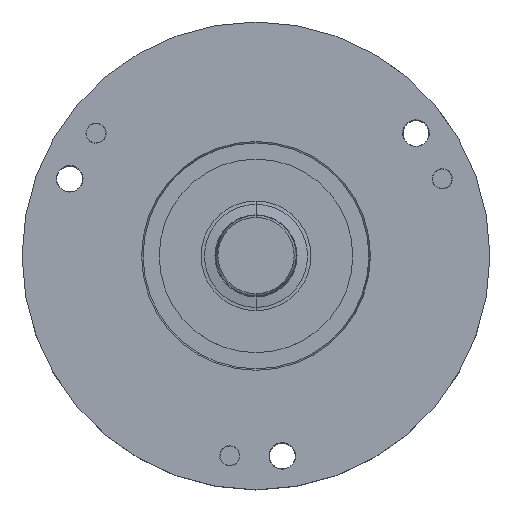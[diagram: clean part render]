
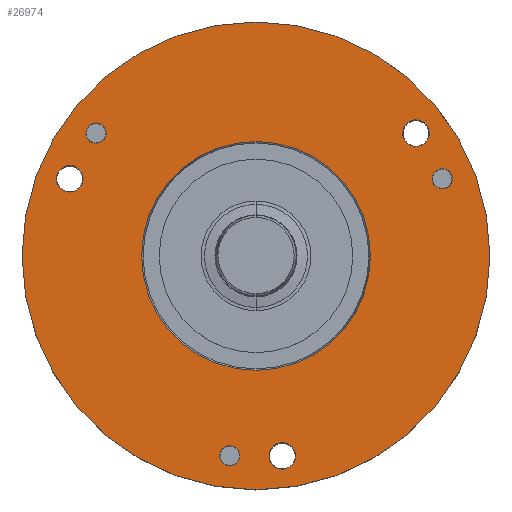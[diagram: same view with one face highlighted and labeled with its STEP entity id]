
A CAD part, top view. The second image highlights one B-rep face of the part: STEP entity #26974.
In plain terms, the highlighted planar face has unit normal (0, 0, 1).
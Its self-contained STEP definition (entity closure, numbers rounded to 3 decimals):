
#4069=CARTESIAN_POINT('',(0.,0.,25.));
#4070=DIRECTION('',(0.,0.,1.));
#4071=DIRECTION('',(1.,0.,0.));
#4072=AXIS2_PLACEMENT_3D('',#4069,#4070,#4071);
#4074=CARTESIAN_POINT('',(0.,0.,25.));
#4075=DIRECTION('',(0.,0.,1.));
#4076=DIRECTION('',(-1.,0.,0.));
#4077=AXIS2_PLACEMENT_3D('',#4074,#4075,#4076);
#4079=CARTESIAN_POINT('',(-19.834,15.219,25.));
#4080=DIRECTION('',(0.,0.,-1.));
#4081=DIRECTION('',(-0.793,0.609,0.));
#4082=AXIS2_PLACEMENT_3D('',#4079,#4080,#4081);
#4084=CARTESIAN_POINT('',(-19.834,15.219,25.));
#4085=DIRECTION('',(0.,0.,-1.));
#4086=DIRECTION('',(0.793,-0.609,0.));
#4087=AXIS2_PLACEMENT_3D('',#4084,#4085,#4086);
#4089=CARTESIAN_POINT('',(-3.263,-24.786,25.));
#4090=DIRECTION('',(0.,0.,-1.));
#4091=DIRECTION('',(-0.131,-0.991,0.));
#4092=AXIS2_PLACEMENT_3D('',#4089,#4090,#4091);
#4094=CARTESIAN_POINT('',(-3.263,-24.786,25.));
#4095=DIRECTION('',(0.,0.,-1.));
#4096=DIRECTION('',(0.131,0.991,0.));
#4097=AXIS2_PLACEMENT_3D('',#4094,#4095,#4096);
#4099=CARTESIAN_POINT('',(23.097,9.567,25.));
#4100=DIRECTION('',(0.,0.,-1.));
#4101=DIRECTION('',(0.924,0.383,0.));
#4102=AXIS2_PLACEMENT_3D('',#4099,#4100,#4101);
#4104=CARTESIAN_POINT('',(23.097,9.567,25.));
#4105=DIRECTION('',(0.,0.,-1.));
#4106=DIRECTION('',(-0.924,-0.383,0.));
#4107=AXIS2_PLACEMENT_3D('',#4104,#4105,#4106);
#4109=CARTESIAN_POINT('',(3.263,-24.786,25.));
#4110=DIRECTION('',(0.,0.,1.));
#4111=DIRECTION('',(0.,-1.,0.));
#4112=AXIS2_PLACEMENT_3D('',#4109,#4110,#4111);
#4114=CARTESIAN_POINT('',(3.263,-24.786,25.));
#4115=DIRECTION('',(0.,0.,1.));
#4116=DIRECTION('',(0.,1.,0.));
#4117=AXIS2_PLACEMENT_3D('',#4114,#4115,#4116);
#4119=CARTESIAN_POINT('',(19.834,15.219,25.));
#4120=DIRECTION('',(0.,0.,1.));
#4121=DIRECTION('',(0.,-1.,0.));
#4122=AXIS2_PLACEMENT_3D('',#4119,#4120,#4121);
#4124=CARTESIAN_POINT('',(19.834,15.219,25.));
#4125=DIRECTION('',(0.,0.,1.));
#4126=DIRECTION('',(0.,1.,0.));
#4127=AXIS2_PLACEMENT_3D('',#4124,#4125,#4126);
#4129=CARTESIAN_POINT('',(-23.097,9.567,25.));
#4130=DIRECTION('',(0.,0.,1.));
#4131=DIRECTION('',(0.,-1.,0.));
#4132=AXIS2_PLACEMENT_3D('',#4129,#4130,#4131);
#4134=CARTESIAN_POINT('',(-23.097,9.567,25.));
#4135=DIRECTION('',(0.,0.,1.));
#4136=DIRECTION('',(0.,1.,0.));
#4137=AXIS2_PLACEMENT_3D('',#4134,#4135,#4136);
#4148=CARTESIAN_POINT('',(0.,0.,25.));
#4149=DIRECTION('',(0.,0.,-1.));
#4150=DIRECTION('',(-1.,0.,0.));
#4151=AXIS2_PLACEMENT_3D('',#4148,#4149,#4150);
#4177=CARTESIAN_POINT('',(0.,0.,25.));
#4178=DIRECTION('',(0.,0.,-1.));
#4179=DIRECTION('',(1.,0.,0.));
#4180=AXIS2_PLACEMENT_3D('',#4177,#4178,#4179);
#20967=CARTESIAN_POINT('',(29.,0.,25.));
#20968=CARTESIAN_POINT('',(-29.,0.,25.));
#20969=VERTEX_POINT('',#20967);
#20970=VERTEX_POINT('',#20968);
#21047=CARTESIAN_POINT('',(-20.826,15.98,25.));
#21048=CARTESIAN_POINT('',(-18.842,14.458,25.));
#21049=VERTEX_POINT('',#21047);
#21050=VERTEX_POINT('',#21048);
#21051=CARTESIAN_POINT('',(-3.426,-26.025,25.));
#21052=CARTESIAN_POINT('',(-3.1,-23.547,25.));
#21053=VERTEX_POINT('',#21051);
#21054=VERTEX_POINT('',#21052);
#21055=CARTESIAN_POINT('',(24.252,10.045,25.));
#21056=CARTESIAN_POINT('',(21.942,9.089,25.));
#21057=VERTEX_POINT('',#21055);
#21058=VERTEX_POINT('',#21056);
#21157=CARTESIAN_POINT('',(14.188,0.,25.));
#21158=CARTESIAN_POINT('',(-14.188,0.,25.));
#21159=VERTEX_POINT('',#21157);
#21160=VERTEX_POINT('',#21158);
#21352=CARTESIAN_POINT('',(3.263,-26.436,25.));
#21353=CARTESIAN_POINT('',(3.263,-23.136,25.));
#21354=VERTEX_POINT('',#21352);
#21355=VERTEX_POINT('',#21353);
#21360=CARTESIAN_POINT('',(19.834,13.569,25.));
#21361=CARTESIAN_POINT('',(19.834,16.869,25.));
#21362=VERTEX_POINT('',#21360);
#21363=VERTEX_POINT('',#21361);
#21368=CARTESIAN_POINT('',(-23.097,7.917,25.));
#21369=CARTESIAN_POINT('',(-23.097,11.217,25.));
#21370=VERTEX_POINT('',#21368);
#21371=VERTEX_POINT('',#21369);
#26923=CARTESIAN_POINT('',(0.,0.,25.));
#26924=DIRECTION('',(0.,0.,1.));
#26925=DIRECTION('',(1.,0.,0.));
#26926=AXIS2_PLACEMENT_3D('',#26923,#26924,#26925);
#26927=PLANE('',#26926);
#26928=ORIENTED_EDGE('',*,*,#26903,.F.);
#26929=ORIENTED_EDGE('',*,*,#26917,.F.);
#26930=EDGE_LOOP('',(#26928,#26929));
#26931=FACE_OUTER_BOUND('',#26930,.F.);
#26933=ORIENTED_EDGE('',*,*,#26932,.F.);
#26935=ORIENTED_EDGE('',*,*,#26934,.F.);
#26936=EDGE_LOOP('',(#26933,#26935));
#26937=FACE_BOUND('',#26936,.F.);
#26939=ORIENTED_EDGE('',*,*,#26938,.F.);
#26941=ORIENTED_EDGE('',*,*,#26940,.F.);
#26942=EDGE_LOOP('',(#26939,#26941));
#26943=FACE_BOUND('',#26942,.F.);
#26945=ORIENTED_EDGE('',*,*,#26944,.F.);
#26947=ORIENTED_EDGE('',*,*,#26946,.F.);
#26948=EDGE_LOOP('',(#26945,#26947));
#26949=FACE_BOUND('',#26948,.F.);
#26951=ORIENTED_EDGE('',*,*,#26950,.F.);
#26953=ORIENTED_EDGE('',*,*,#26952,.F.);
#26954=EDGE_LOOP('',(#26951,#26953));
#26955=FACE_BOUND('',#26954,.F.);
#26957=ORIENTED_EDGE('',*,*,#26956,.T.);
#26959=ORIENTED_EDGE('',*,*,#26958,.T.);
#26960=EDGE_LOOP('',(#26957,#26959));
#26961=FACE_BOUND('',#26960,.F.);
#26963=ORIENTED_EDGE('',*,*,#26962,.T.);
#26965=ORIENTED_EDGE('',*,*,#26964,.T.);
#26966=EDGE_LOOP('',(#26963,#26965));
#26967=FACE_BOUND('',#26966,.F.);
#26969=ORIENTED_EDGE('',*,*,#26968,.T.);
#26971=ORIENTED_EDGE('',*,*,#26970,.T.);
#26972=EDGE_LOOP('',(#26969,#26971));
#26973=FACE_BOUND('',#26972,.F.);
#4073=CIRCLE('',#4072,29.);
#4078=CIRCLE('',#4077,29.);
#4083=CIRCLE('',#4082,1.25);
#4088=CIRCLE('',#4087,1.25);
#4093=CIRCLE('',#4092,1.25);
#4098=CIRCLE('',#4097,1.25);
#4103=CIRCLE('',#4102,1.25);
#4108=CIRCLE('',#4107,1.25);
#4113=CIRCLE('',#4112,1.65);
#4118=CIRCLE('',#4117,1.65);
#4123=CIRCLE('',#4122,1.65);
#4128=CIRCLE('',#4127,1.65);
#4133=CIRCLE('',#4132,1.65);
#4138=CIRCLE('',#4137,1.65);
#4152=CIRCLE('',#4151,14.188);
#4181=CIRCLE('',#4180,14.188);
#26903=EDGE_CURVE('',#20969,#20970,#4073,.T.);
#26917=EDGE_CURVE('',#20970,#20969,#4078,.T.);
#26932=EDGE_CURVE('',#21160,#21159,#4152,.T.);
#26934=EDGE_CURVE('',#21159,#21160,#4181,.T.);
#26938=EDGE_CURVE('',#21049,#21050,#4083,.T.);
#26940=EDGE_CURVE('',#21050,#21049,#4088,.T.);
#26944=EDGE_CURVE('',#21053,#21054,#4093,.T.);
#26946=EDGE_CURVE('',#21054,#21053,#4098,.T.);
#26950=EDGE_CURVE('',#21057,#21058,#4103,.T.);
#26952=EDGE_CURVE('',#21058,#21057,#4108,.T.);
#26956=EDGE_CURVE('',#21354,#21355,#4113,.T.);
#26958=EDGE_CURVE('',#21355,#21354,#4118,.T.);
#26962=EDGE_CURVE('',#21362,#21363,#4123,.T.);
#26964=EDGE_CURVE('',#21363,#21362,#4128,.T.);
#26968=EDGE_CURVE('',#21370,#21371,#4133,.T.);
#26970=EDGE_CURVE('',#21371,#21370,#4138,.T.);
#26974=ADVANCED_FACE('',(#26931,#26937,#26943,#26949,#26955,#26961,#26967,
#26973),#26927,.T.);
